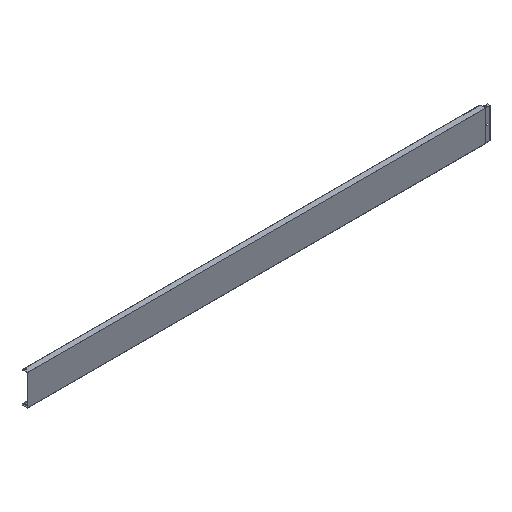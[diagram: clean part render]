
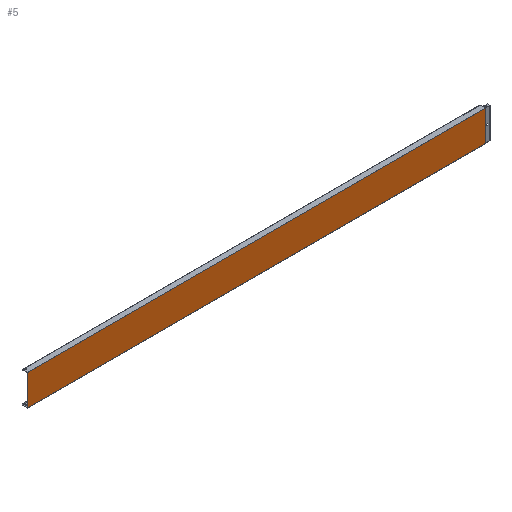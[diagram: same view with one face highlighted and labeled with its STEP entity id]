
A CAD part, isometric view. The second image highlights one B-rep face of the part: STEP entity #5.
In plain terms, the highlighted planar face has unit normal (0, -1, 0).
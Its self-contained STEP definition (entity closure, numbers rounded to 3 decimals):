
#4 = VECTOR ( 'NONE', #244, 1000. ) ;
#5 = ADVANCED_FACE ( 'NONE', ( #529 ), #328, .T. ) ;
#28 = CARTESIAN_POINT ( 'NONE',  ( 0., 0., -100. ) ) ;
#95 = VERTEX_POINT ( 'NONE', #28 ) ;
#170 = CARTESIAN_POINT ( 'NONE',  ( -2970., 0., 100. ) ) ;
#171 = ORIENTED_EDGE ( 'NONE', *, *, #668, .T. ) ;
#179 = ORIENTED_EDGE ( 'NONE', *, *, #1676, .T. ) ;
#244 = DIRECTION ( 'NONE',  ( -1., 0., 0. ) ) ;
#322 = DIRECTION ( 'NONE',  ( 0., 0., -1. ) ) ;
#328 = PLANE ( 'NONE',  #1005 ) ;
#374 = EDGE_CURVE ( 'NONE', #730, #95, #976, .T. ) ;
#411 = CARTESIAN_POINT ( 'NONE',  ( 0., 0., -100. ) ) ;
#438 = ORIENTED_EDGE ( 'NONE', *, *, #374, .F. ) ;
#463 = EDGE_LOOP ( 'NONE', ( #438, #179, #171, #1565 ) ) ;
#487 = LINE ( 'NONE', #1327, #1732 ) ;
#525 = DIRECTION ( 'NONE',  ( -1., 0., 0. ) ) ;
#529 = FACE_OUTER_BOUND ( 'NONE', #463, .T. ) ;
#547 = CARTESIAN_POINT ( 'NONE',  ( 0., 0., 33.333 ) ) ;
#555 = LINE ( 'NONE', #1383, #4 ) ;
#668 = EDGE_CURVE ( 'NONE', #1137, #1500, #487, .T. ) ;
#730 = VERTEX_POINT ( 'NONE', #1196 ) ;
#754 = CARTESIAN_POINT ( 'NONE',  ( -2970., 0., 100. ) ) ;
#776 = DIRECTION ( 'NONE',  ( 0., -1., 0. ) ) ;
#916 = EDGE_CURVE ( 'NONE', #95, #1500, #555, .T. ) ;
#925 = DIRECTION ( 'NONE',  ( 0., 0., -1. ) ) ;
#976 = B_SPLINE_CURVE_WITH_KNOTS ( 'NONE', 3,
 ( #1111, #547, #1240, #411 ),
 .UNSPECIFIED., .F., .F.,
 ( 4, 4 ),
 ( 0., 1. ),
 .UNSPECIFIED. ) ;
#994 = VECTOR ( 'NONE', #525, 1000. ) ;
#995 = LINE ( 'NONE', #1091, #994 ) ;
#1005 = AXIS2_PLACEMENT_3D ( 'NONE', #170, #776, #322 ) ;
#1054 = CARTESIAN_POINT ( 'NONE',  ( -2970., 0., -100. ) ) ;
#1091 = CARTESIAN_POINT ( 'NONE',  ( 200.001, 0., 100. ) ) ;
#1111 = CARTESIAN_POINT ( 'NONE',  ( 0., 0., 100. ) ) ;
#1137 = VERTEX_POINT ( 'NONE', #754 ) ;
#1196 = CARTESIAN_POINT ( 'NONE',  ( 0., 0., 100. ) ) ;
#1240 = CARTESIAN_POINT ( 'NONE',  ( 0., 0., -33.333 ) ) ;
#1327 = CARTESIAN_POINT ( 'NONE',  ( -2970., 0., 100. ) ) ;
#1383 = CARTESIAN_POINT ( 'NONE',  ( 200.001, 0., -100. ) ) ;
#1500 = VERTEX_POINT ( 'NONE', #1054 ) ;
#1565 = ORIENTED_EDGE ( 'NONE', *, *, #916, .F. ) ;
#1676 = EDGE_CURVE ( 'NONE', #730, #1137, #995, .T. ) ;
#1732 = VECTOR ( 'NONE', #925, 1000. ) ;
